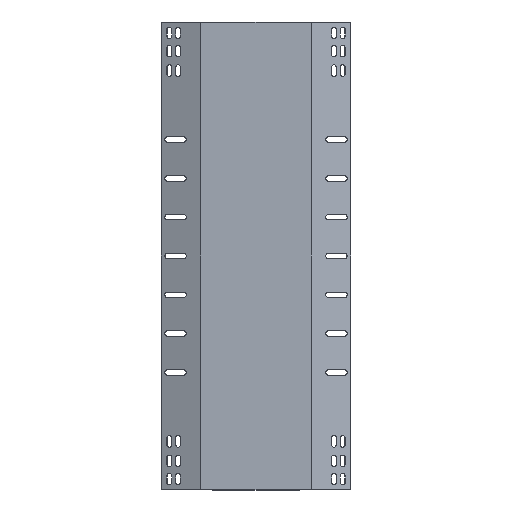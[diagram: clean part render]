
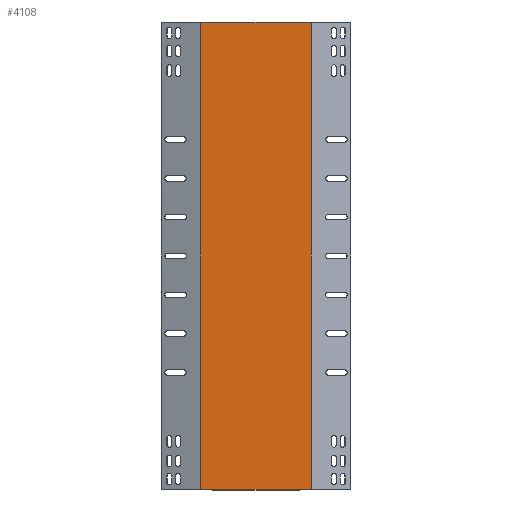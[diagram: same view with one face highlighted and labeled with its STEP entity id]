
A CAD part, front view. The second image highlights one B-rep face of the part: STEP entity #4108.
In plain terms, the highlighted planar face has unit normal (0, -1, 0).
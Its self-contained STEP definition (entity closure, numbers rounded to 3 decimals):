
#268 = VECTOR ( 'NONE', #1616, 1000. ) ;
#395 = LINE ( 'NONE', #1630, #268 ) ;
#1164 = VECTOR ( 'NONE', #2162, 1000. ) ;
#1203 = AXIS2_PLACEMENT_3D ( 'NONE', #2168, #2151, #2118 ) ;
#1290 = LINE ( 'NONE', #2191, #1164 ) ;
#1616 = DIRECTION ( 'NONE',  ( 1., 0., 0. ) ) ;
#1630 = CARTESIAN_POINT ( 'NONE',  ( -94.349, -23.927, -325.8 ) ) ;
#1779 = EDGE_CURVE ( 'NONE', #4417, #8710, #395, .T. ) ;
#1863 = PLANE ( 'NONE',  #1203 ) ;
#1906 = EDGE_LOOP ( 'NONE', ( #4206, #4285, #4322, #4331 ) ) ;
#1910 = VECTOR ( 'NONE', #7811, 1000. ) ;
#2118 = DIRECTION ( 'NONE',  ( 0., 0., 1. ) ) ;
#2131 = CARTESIAN_POINT ( 'NONE',  ( 49.141, -23.927, -325.8 ) ) ;
#2151 = DIRECTION ( 'NONE',  ( 0., 1., 0. ) ) ;
#2162 = DIRECTION ( 'NONE',  ( 0., 0., 1. ) ) ;
#2168 = CARTESIAN_POINT ( 'NONE',  ( -93.218, -23.927, 275. ) ) ;
#2191 = CARTESIAN_POINT ( 'NONE',  ( -93.377, -23.927, -326.657 ) ) ;
#2624 = LINE ( 'NONE', #7915, #1910 ) ;
#3379 = VERTEX_POINT ( 'NONE', #10059 ) ;
#3646 = EDGE_CURVE ( 'NONE', #8710, #9452, #10088, .T. ) ;
#4108 = ADVANCED_FACE ( 'NONE', ( #8185 ), #1863, .F. ) ;
#4206 = ORIENTED_EDGE ( 'NONE', *, *, #3646, .T. ) ;
#4285 = ORIENTED_EDGE ( 'NONE', *, *, #6619, .F. ) ;
#4322 = ORIENTED_EDGE ( 'NONE', *, *, #8696, .F. ) ;
#4331 = ORIENTED_EDGE ( 'NONE', *, *, #1779, .T. ) ;
#4417 = VERTEX_POINT ( 'NONE', #9699 ) ;
#4420 = CARTESIAN_POINT ( 'NONE',  ( 49.141, -23.927, 275.8 ) ) ;
#5591 = CARTESIAN_POINT ( 'NONE',  ( 49.141, -23.927, -326.657 ) ) ;
#6619 = EDGE_CURVE ( 'NONE', #3379, #9452, #2624, .T. ) ;
#7100 = DIRECTION ( 'NONE',  ( 0., 0., 1. ) ) ;
#7811 = DIRECTION ( 'NONE',  ( 1., 0., 0. ) ) ;
#7915 = CARTESIAN_POINT ( 'NONE',  ( -94.349, -23.927, 275.8 ) ) ;
#8185 = FACE_OUTER_BOUND ( 'NONE', #1906, .T. ) ;
#8696 = EDGE_CURVE ( 'NONE', #4417, #3379, #1290, .T. ) ;
#8710 = VERTEX_POINT ( 'NONE', #2131 ) ;
#9452 = VERTEX_POINT ( 'NONE', #4420 ) ;
#9699 = CARTESIAN_POINT ( 'NONE',  ( -93.377, -23.927, -325.8 ) ) ;
#10059 = CARTESIAN_POINT ( 'NONE',  ( -93.377, -23.927, 275.8 ) ) ;
#10088 = LINE ( 'NONE', #5591, #10209 ) ;
#10209 = VECTOR ( 'NONE', #7100, 1000. ) ;
